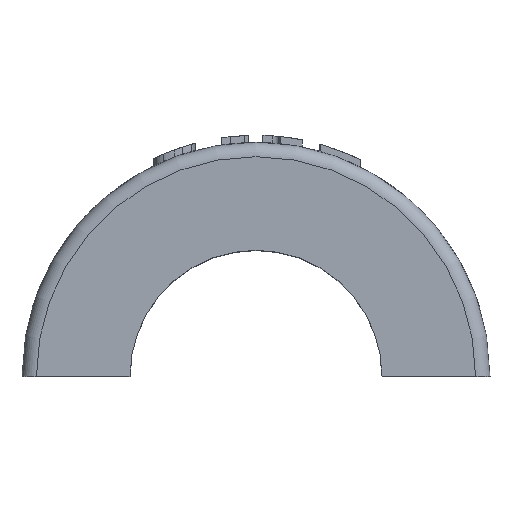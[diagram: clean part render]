
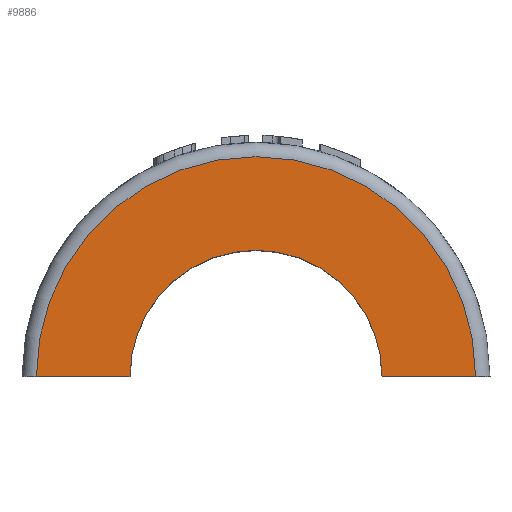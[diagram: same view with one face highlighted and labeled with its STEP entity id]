
A CAD part, top view. The second image highlights one B-rep face of the part: STEP entity #9886.
In plain terms, the highlighted planar face has unit normal (0, 0, 1).
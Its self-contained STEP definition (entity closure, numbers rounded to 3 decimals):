
#77 = PLANE('',#78);
#78 = AXIS2_PLACEMENT_3D('',#79,#80,#81);
#79 = CARTESIAN_POINT('',(-50.,0.,-50.));
#80 = DIRECTION('',(0.,-1.,0.));
#81 = DIRECTION('',(1.,0.,0.));
#106 = TOROIDAL_SURFACE('',#107,30.5,2.);
#107 = AXIS2_PLACEMENT_3D('',#108,#109,#110);
#108 = CARTESIAN_POINT('',(0.,0.,18.));
#109 = DIRECTION('',(0.,0.,1.));
#110 = DIRECTION('',(1.,0.,0.));
#132 = PLANE('',#133);
#133 = AXIS2_PLACEMENT_3D('',#134,#135,#136);
#134 = CARTESIAN_POINT('',(-50.,0.,-50.));
#135 = DIRECTION('',(0.,-1.,0.));
#136 = DIRECTION('',(1.,0.,0.));
#3883 = CYLINDRICAL_SURFACE('',#3884,17.5);
#3884 = AXIS2_PLACEMENT_3D('',#3885,#3886,#3887);
#3885 = CARTESIAN_POINT('',(0.,0.,-20.));
#3886 = DIRECTION('',(-0.,-0.,-1.));
#3887 = DIRECTION('',(1.,0.,0.));
#5621 = EDGE_CURVE('',#5622,#5624,#5626,.T.);
#5622 = VERTEX_POINT('',#5623);
#5623 = CARTESIAN_POINT('',(-30.5,0.,20.));
#5624 = VERTEX_POINT('',#5625);
#5625 = CARTESIAN_POINT('',(-17.5,0.,20.));
#5626 = SURFACE_CURVE('',#5627,(#5631,#5638),.PCURVE_S1.);
#5627 = LINE('',#5628,#5629);
#5628 = CARTESIAN_POINT('',(-25.,0.,20.));
#5629 = VECTOR('',#5630,1.);
#5630 = DIRECTION('',(1.,0.,0.));
#5631 = PCURVE('',#132,#5632);
#5632 = DEFINITIONAL_REPRESENTATION('',(#5633),#5637);
#5633 = LINE('',#5634,#5635);
#5634 = CARTESIAN_POINT('',(25.,70.));
#5635 = VECTOR('',#5636,1.);
#5636 = DIRECTION('',(1.,0.));
#5637 = ( GEOMETRIC_REPRESENTATION_CONTEXT(2) 
PARAMETRIC_REPRESENTATION_CONTEXT() REPRESENTATION_CONTEXT('2D SPACE',''
  ) );
#5638 = PCURVE('',#5639,#5644);
#5639 = PLANE('',#5640);
#5640 = AXIS2_PLACEMENT_3D('',#5641,#5642,#5643);
#5641 = CARTESIAN_POINT('',(0.,0.,20.));
#5642 = DIRECTION('',(0.,0.,1.));
#5643 = DIRECTION('',(1.,0.,0.));
#5644 = DEFINITIONAL_REPRESENTATION('',(#5645),#5649);
#5645 = LINE('',#5646,#5647);
#5646 = CARTESIAN_POINT('',(-25.,0.));
#5647 = VECTOR('',#5648,1.);
#5648 = DIRECTION('',(1.,0.));
#5649 = ( GEOMETRIC_REPRESENTATION_CONTEXT(2) 
PARAMETRIC_REPRESENTATION_CONTEXT() REPRESENTATION_CONTEXT('2D SPACE',''
  ) );
#5733 = VERTEX_POINT('',#5734);
#5734 = CARTESIAN_POINT('',(30.5,0.,20.));
#5756 = EDGE_CURVE('',#5757,#5733,#5759,.T.);
#5757 = VERTEX_POINT('',#5758);
#5758 = CARTESIAN_POINT('',(17.5,0.,20.));
#5759 = SURFACE_CURVE('',#5760,(#5764,#5771),.PCURVE_S1.);
#5760 = LINE('',#5761,#5762);
#5761 = CARTESIAN_POINT('',(-25.,0.,20.));
#5762 = VECTOR('',#5763,1.);
#5763 = DIRECTION('',(1.,0.,0.));
#5764 = PCURVE('',#77,#5765);
#5765 = DEFINITIONAL_REPRESENTATION('',(#5766),#5770);
#5766 = LINE('',#5767,#5768);
#5767 = CARTESIAN_POINT('',(25.,70.));
#5768 = VECTOR('',#5769,1.);
#5769 = DIRECTION('',(1.,0.));
#5770 = ( GEOMETRIC_REPRESENTATION_CONTEXT(2) 
PARAMETRIC_REPRESENTATION_CONTEXT() REPRESENTATION_CONTEXT('2D SPACE',''
  ) );
#5771 = PCURVE('',#5639,#5772);
#5772 = DEFINITIONAL_REPRESENTATION('',(#5773),#5777);
#5773 = LINE('',#5774,#5775);
#5774 = CARTESIAN_POINT('',(-25.,0.));
#5775 = VECTOR('',#5776,1.);
#5776 = DIRECTION('',(1.,0.));
#5777 = ( GEOMETRIC_REPRESENTATION_CONTEXT(2) 
PARAMETRIC_REPRESENTATION_CONTEXT() REPRESENTATION_CONTEXT('2D SPACE',''
  ) );
#5836 = EDGE_CURVE('',#5733,#5622,#5837,.T.);
#5837 = SURFACE_CURVE('',#5838,(#5843,#5850),.PCURVE_S1.);
#5838 = CIRCLE('',#5839,30.5);
#5839 = AXIS2_PLACEMENT_3D('',#5840,#5841,#5842);
#5840 = CARTESIAN_POINT('',(0.,0.,20.));
#5841 = DIRECTION('',(0.,0.,1.));
#5842 = DIRECTION('',(1.,0.,0.));
#5843 = PCURVE('',#106,#5844);
#5844 = DEFINITIONAL_REPRESENTATION('',(#5845),#5849);
#5845 = LINE('',#5846,#5847);
#5846 = CARTESIAN_POINT('',(0.,1.571));
#5847 = VECTOR('',#5848,1.);
#5848 = DIRECTION('',(1.,0.));
#5849 = ( GEOMETRIC_REPRESENTATION_CONTEXT(2) 
PARAMETRIC_REPRESENTATION_CONTEXT() REPRESENTATION_CONTEXT('2D SPACE',''
  ) );
#5850 = PCURVE('',#5639,#5851);
#5851 = DEFINITIONAL_REPRESENTATION('',(#5852),#5856);
#5852 = CIRCLE('',#5853,30.5);
#5853 = AXIS2_PLACEMENT_2D('',#5854,#5855);
#5854 = CARTESIAN_POINT('',(0.,0.));
#5855 = DIRECTION('',(1.,0.));
#5856 = ( GEOMETRIC_REPRESENTATION_CONTEXT(2) 
PARAMETRIC_REPRESENTATION_CONTEXT() REPRESENTATION_CONTEXT('2D SPACE',''
  ) );
#9539 = EDGE_CURVE('',#5757,#5624,#9540,.T.);
#9540 = SURFACE_CURVE('',#9541,(#9546,#9553),.PCURVE_S1.);
#9541 = CIRCLE('',#9542,17.5);
#9542 = AXIS2_PLACEMENT_3D('',#9543,#9544,#9545);
#9543 = CARTESIAN_POINT('',(0.,0.,20.));
#9544 = DIRECTION('',(0.,0.,1.));
#9545 = DIRECTION('',(1.,0.,0.));
#9546 = PCURVE('',#3883,#9547);
#9547 = DEFINITIONAL_REPRESENTATION('',(#9548),#9552);
#9548 = LINE('',#9549,#9550);
#9549 = CARTESIAN_POINT('',(-0.,-40.));
#9550 = VECTOR('',#9551,1.);
#9551 = DIRECTION('',(-1.,0.));
#9552 = ( GEOMETRIC_REPRESENTATION_CONTEXT(2) 
PARAMETRIC_REPRESENTATION_CONTEXT() REPRESENTATION_CONTEXT('2D SPACE',''
  ) );
#9553 = PCURVE('',#5639,#9554);
#9554 = DEFINITIONAL_REPRESENTATION('',(#9555),#9559);
#9555 = CIRCLE('',#9556,17.5);
#9556 = AXIS2_PLACEMENT_2D('',#9557,#9558);
#9557 = CARTESIAN_POINT('',(0.,0.));
#9558 = DIRECTION('',(1.,0.));
#9559 = ( GEOMETRIC_REPRESENTATION_CONTEXT(2) 
PARAMETRIC_REPRESENTATION_CONTEXT() REPRESENTATION_CONTEXT('2D SPACE',''
  ) );
#9886 = ADVANCED_FACE('',(#9887),#5639,.T.);
#9887 = FACE_BOUND('',#9888,.T.);
#9888 = EDGE_LOOP('',(#9889,#9890,#9891,#9892));
#9889 = ORIENTED_EDGE('',*,*,#5756,.T.);
#9890 = ORIENTED_EDGE('',*,*,#5836,.T.);
#9891 = ORIENTED_EDGE('',*,*,#5621,.T.);
#9892 = ORIENTED_EDGE('',*,*,#9539,.F.);
